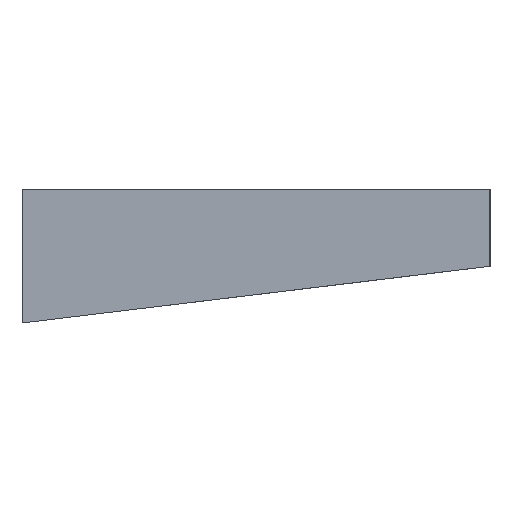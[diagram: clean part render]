
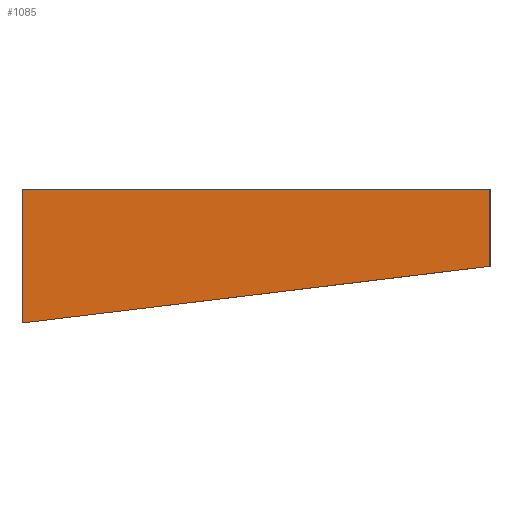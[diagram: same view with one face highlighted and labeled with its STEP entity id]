
A CAD part, left-side view. The second image highlights one B-rep face of the part: STEP entity #1085.
In plain terms, the highlighted planar face has unit normal (-1, 0, 0).
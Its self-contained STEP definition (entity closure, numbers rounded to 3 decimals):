
#63=FACE_OUTER_BOUND('',#127,.T.);
#127=EDGE_LOOP('',(#789,#790,#791,#792));
#221=LINE('',#1714,#323);
#227=LINE('',#1734,#329);
#228=LINE('',#1736,#330);
#229=LINE('',#1737,#331);
#323=VECTOR('',#1347,10.);
#329=VECTOR('',#1363,10.);
#330=VECTOR('',#1364,10.);
#331=VECTOR('',#1365,10.);
#491=VERTEX_POINT('',#1711);
#492=VERTEX_POINT('',#1713);
#501=VERTEX_POINT('',#1733);
#502=VERTEX_POINT('',#1735);
#607=EDGE_CURVE('',#492,#491,#221,.T.);
#617=EDGE_CURVE('',#501,#491,#227,.T.);
#618=EDGE_CURVE('',#502,#501,#228,.T.);
#619=EDGE_CURVE('',#492,#502,#229,.T.);
#789=ORIENTED_EDGE('',*,*,#607,.T.);
#790=ORIENTED_EDGE('',*,*,#617,.F.);
#791=ORIENTED_EDGE('',*,*,#618,.F.);
#792=ORIENTED_EDGE('',*,*,#619,.F.);
#1049=PLANE('',#1167);
#1085=ADVANCED_FACE('',(#63),#1049,.F.);
#1167=AXIS2_PLACEMENT_3D('',#1732,#1361,#1362);
#1347=DIRECTION('',(0.,0.,-1.));
#1361=DIRECTION('center_axis',(1.,0.,0.));
#1362=DIRECTION('ref_axis',(0.,0.,-1.));
#1363=DIRECTION('',(0.,0.993,-0.12));
#1364=DIRECTION('',(0.,0.,-1.));
#1365=DIRECTION('',(0.,-1.,0.));
#1711=CARTESIAN_POINT('',(-146.85,55.6,-1.521));
#1713=CARTESIAN_POINT('',(-146.85,55.6,30.147));
#1714=CARTESIAN_POINT('',(-146.85,55.6,7.536));
#1732=CARTESIAN_POINT('Origin',(-146.85,0.,-0.002));
#1733=CARTESIAN_POINT('',(-146.85,-55.1,11.875));
#1734=CARTESIAN_POINT('',(-146.85,21.736,2.577));
#1735=CARTESIAN_POINT('',(-146.85,-55.1,30.147));
#1736=CARTESIAN_POINT('',(-146.85,-55.1,10.431));
#1737=CARTESIAN_POINT('',(-146.85,-25.8,30.147));
